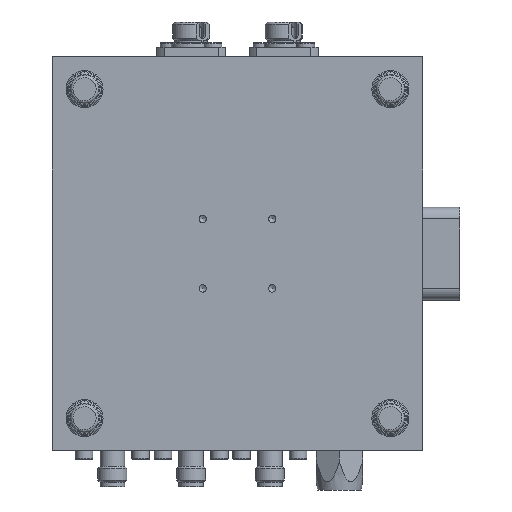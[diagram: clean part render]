
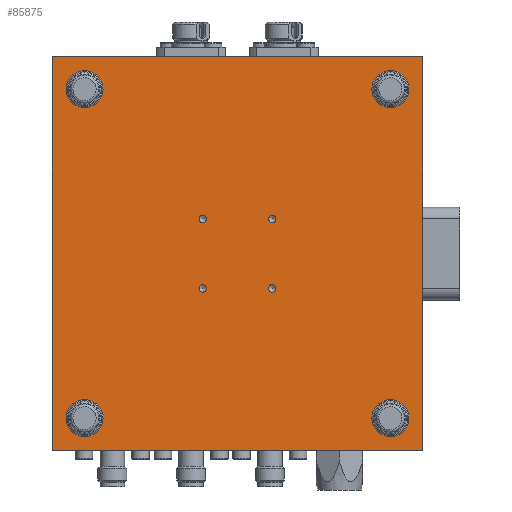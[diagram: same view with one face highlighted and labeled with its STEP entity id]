
A CAD part, front view. The second image highlights one B-rep face of the part: STEP entity #85875.
In plain terms, the highlighted planar face has unit normal (0, -1, 0).
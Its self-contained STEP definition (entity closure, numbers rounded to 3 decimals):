
#56 = DIRECTION ( 'NONE',  ( 0., 0., -1. ) ) ;
#1818 = VERTEX_POINT ( 'NONE', #64537 ) ;
#2749 = CARTESIAN_POINT ( 'NONE',  ( -36.035, -10.004, -37.795 ) ) ;
#3398 = EDGE_LOOP ( 'NONE', ( #8348 ) ) ;
#4225 = DIRECTION ( 'NONE',  ( 0., -1., 0. ) ) ;
#5264 = DIRECTION ( 'NONE',  ( 0., 0., 1. ) ) ;
#7320 = EDGE_CURVE ( 'NONE', #101611, #20309, #42988, .T. ) ;
#8272 = EDGE_CURVE ( 'NONE', #97459, #97459, #86285, .T. ) ;
#8348 = ORIENTED_EDGE ( 'NONE', *, *, #17754, .F. ) ;
#9167 = FACE_BOUND ( 'NONE', #99929, .T. ) ;
#9494 = AXIS2_PLACEMENT_3D ( 'NONE', #120197, #58412, #130626 ) ;
#10788 = AXIS2_PLACEMENT_3D ( 'NONE', #58852, #131045, #69177 ) ;
#12212 = CIRCLE ( 'NONE', #10788, 4. ) ;
#13094 = DIRECTION ( 'NONE',  ( -1., 0., 0. ) ) ;
#13183 = EDGE_CURVE ( 'NONE', #20309, #108843, #123606, .T. ) ;
#13929 = AXIS2_PLACEMENT_3D ( 'NONE', #35755, #107949, #46155 ) ;
#13936 = ORIENTED_EDGE ( 'NONE', *, *, #25014, .F. ) ;
#15478 = EDGE_LOOP ( 'NONE', ( #94496 ) ) ;
#17520 = CARTESIAN_POINT ( 'NONE',  ( 11.465, -10.004, -3.595 ) ) ;
#17754 = EDGE_CURVE ( 'NONE', #74808, #74808, #112213, .T. ) ;
#18088 = AXIS2_PLACEMENT_3D ( 'NONE', #29301, #101531, #39703 ) ;
#20309 = VERTEX_POINT ( 'NONE', #74464 ) ;
#21663 = CARTESIAN_POINT ( 'NONE',  ( -3.535, -10.004, -3.595 ) ) ;
#22557 = CIRCLE ( 'NONE', #59652, 0.8 ) ;
#23663 = LINE ( 'NONE', #2749, #127038 ) ;
#25014 = EDGE_CURVE ( 'NONE', #61940, #61940, #89442, .T. ) ;
#25098 = CARTESIAN_POINT ( 'NONE',  ( 36.965, -10.004, -30.795 ) ) ;
#25610 = VECTOR ( 'NONE', #50017, 1000. ) ;
#26316 = CIRCLE ( 'NONE', #13929, 0.8 ) ;
#29301 = CARTESIAN_POINT ( 'NONE',  ( 36.965, -10.004, 40.205 ) ) ;
#29727 = EDGE_CURVE ( 'NONE', #110295, #110295, #35473, .T. ) ;
#29757 = EDGE_CURVE ( 'NONE', #82868, #82868, #22557, .T. ) ;
#34333 = CARTESIAN_POINT ( 'NONE',  ( -36.035, -10.004, 47.205 ) ) ;
#35452 = DIRECTION ( 'NONE',  ( 0., 0., -1. ) ) ;
#35473 = CIRCLE ( 'NONE', #18088, 4. ) ;
#35755 = CARTESIAN_POINT ( 'NONE',  ( 11.465, -10.004, -2.795 ) ) ;
#36492 = FACE_BOUND ( 'NONE', #15478, .T. ) ;
#38952 = EDGE_LOOP ( 'NONE', ( #82067 ) ) ;
#39703 = DIRECTION ( 'NONE',  ( 0., 0., -1. ) ) ;
#39728 = EDGE_LOOP ( 'NONE', ( #102387 ) ) ;
#41974 = CARTESIAN_POINT ( 'NONE',  ( 36.965, -10.004, -34.795 ) ) ;
#42384 = EDGE_CURVE ( 'NONE', #1818, #1818, #113965, .T. ) ;
#42988 = LINE ( 'NONE', #76972, #94631 ) ;
#44697 = DIRECTION ( 'NONE',  ( 0., 0., 1. ) ) ;
#44719 = ORIENTED_EDGE ( 'NONE', *, *, #13183, .F. ) ;
#46155 = DIRECTION ( 'NONE',  ( 0., 0., -1. ) ) ;
#48386 = AXIS2_PLACEMENT_3D ( 'NONE', #65997, #4225, #76373 ) ;
#49889 = DIRECTION ( 'NONE',  ( 0., -1., 0. ) ) ;
#50017 = DIRECTION ( 'NONE',  ( 0., 0., -1. ) ) ;
#50135 = EDGE_CURVE ( 'NONE', #119580, #119580, #12212, .T. ) ;
#53100 = LINE ( 'NONE', #91135, #25610 ) ;
#53199 = EDGE_LOOP ( 'NONE', ( #106644, #131724, #55404, #44719 ) ) ;
#54763 = EDGE_LOOP ( 'NONE', ( #116505 ) ) ;
#55404 = ORIENTED_EDGE ( 'NONE', *, *, #65825, .F. ) ;
#58412 = DIRECTION ( 'NONE',  ( 0., -1., 0. ) ) ;
#58852 = CARTESIAN_POINT ( 'NONE',  ( -29.035, -10.004, 40.205 ) ) ;
#59652 = AXIS2_PLACEMENT_3D ( 'NONE', #123666, #61856, #56 ) ;
#60784 = FACE_OUTER_BOUND ( 'NONE', #53199, .T. ) ;
#61856 = DIRECTION ( 'NONE',  ( 0., -1., 0. ) ) ;
#61940 = VERTEX_POINT ( 'NONE', #41974 ) ;
#63996 = FACE_BOUND ( 'NONE', #54763, .T. ) ;
#64537 = CARTESIAN_POINT ( 'NONE',  ( 11.465, -10.004, 11.405 ) ) ;
#65825 = EDGE_CURVE ( 'NONE', #108843, #113369, #53100, .T. ) ;
#65997 = CARTESIAN_POINT ( 'NONE',  ( 11.465, -10.004, 12.205 ) ) ;
#66354 = CARTESIAN_POINT ( 'NONE',  ( -36.035, -10.004, -37.795 ) ) ;
#66687 = AXIS2_PLACEMENT_3D ( 'NONE', #111718, #49889, #122120 ) ;
#68980 = CARTESIAN_POINT ( 'NONE',  ( 43.965, -10.004, 47.205 ) ) ;
#69177 = DIRECTION ( 'NONE',  ( 0., 0., -1. ) ) ;
#72241 = CARTESIAN_POINT ( 'NONE',  ( -29.035, -10.004, -34.795 ) ) ;
#73987 = EDGE_LOOP ( 'NONE', ( #107493 ) ) ;
#74464 = CARTESIAN_POINT ( 'NONE',  ( -36.035, -10.004, 47.205 ) ) ;
#74808 = VERTEX_POINT ( 'NONE', #72241 ) ;
#76191 = EDGE_LOOP ( 'NONE', ( #13936 ) ) ;
#76373 = DIRECTION ( 'NONE',  ( 0., 0., -1. ) ) ;
#76972 = CARTESIAN_POINT ( 'NONE',  ( -36.035, -10.004, -37.795 ) ) ;
#81007 = CARTESIAN_POINT ( 'NONE',  ( -36.035, -10.004, 47.205 ) ) ;
#82067 = ORIENTED_EDGE ( 'NONE', *, *, #29757, .F. ) ;
#82868 = VERTEX_POINT ( 'NONE', #21663 ) ;
#83300 = ORIENTED_EDGE ( 'NONE', *, *, #42384, .F. ) ;
#83504 = CARTESIAN_POINT ( 'NONE',  ( 36.965, -10.004, 36.205 ) ) ;
#83548 = EDGE_CURVE ( 'NONE', #103279, #103279, #26316, .T. ) ;
#85875 = ADVANCED_FACE ( 'NONE', ( #118866, #91452, #128608, #63996, #36492, #9167, #115648, #88204, #60784 ), #116527, .F. ) ;
#86285 = CIRCLE ( 'NONE', #66687, 0.8 ) ;
#88204 = FACE_BOUND ( 'NONE', #38952, .T. ) ;
#89442 = CIRCLE ( 'NONE', #110761, 4. ) ;
#91135 = CARTESIAN_POINT ( 'NONE',  ( 43.965, -10.004, -37.795 ) ) ;
#91452 = FACE_BOUND ( 'NONE', #76191, .T. ) ;
#91682 = CARTESIAN_POINT ( 'NONE',  ( -3.535, -10.004, 11.405 ) ) ;
#94496 = ORIENTED_EDGE ( 'NONE', *, *, #8272, .F. ) ;
#94631 = VECTOR ( 'NONE', #5264, 1000. ) ;
#96078 = VECTOR ( 'NONE', #122567, 1000. ) ;
#97294 = DIRECTION ( 'NONE',  ( 0., -1., 0. ) ) ;
#97459 = VERTEX_POINT ( 'NONE', #91682 ) ;
#99929 = EDGE_LOOP ( 'NONE', ( #83300 ) ) ;
#101531 = DIRECTION ( 'NONE',  ( 0., -1., 0. ) ) ;
#101611 = VERTEX_POINT ( 'NONE', #66354 ) ;
#102387 = ORIENTED_EDGE ( 'NONE', *, *, #29727, .F. ) ;
#103279 = VERTEX_POINT ( 'NONE', #17520 ) ;
#106529 = DIRECTION ( 'NONE',  ( 0., 1., 0. ) ) ;
#106644 = ORIENTED_EDGE ( 'NONE', *, *, #7320, .F. ) ;
#107493 = ORIENTED_EDGE ( 'NONE', *, *, #83548, .F. ) ;
#107949 = DIRECTION ( 'NONE',  ( 0., -1., 0. ) ) ;
#108843 = VERTEX_POINT ( 'NONE', #68980 ) ;
#110295 = VERTEX_POINT ( 'NONE', #83504 ) ;
#110761 = AXIS2_PLACEMENT_3D ( 'NONE', #25098, #97294, #35452 ) ;
#111718 = CARTESIAN_POINT ( 'NONE',  ( -3.535, -10.004, 12.205 ) ) ;
#112213 = CIRCLE ( 'NONE', #9494, 4. ) ;
#113369 = VERTEX_POINT ( 'NONE', #121280 ) ;
#113965 = CIRCLE ( 'NONE', #48386, 0.8 ) ;
#115648 = FACE_BOUND ( 'NONE', #73987, .T. ) ;
#116505 = ORIENTED_EDGE ( 'NONE', *, *, #50135, .F. ) ;
#116527 = PLANE ( 'NONE',  #130190 ) ;
#118866 = FACE_BOUND ( 'NONE', #3398, .T. ) ;
#119580 = VERTEX_POINT ( 'NONE', #127233 ) ;
#120197 = CARTESIAN_POINT ( 'NONE',  ( -29.035, -10.004, -30.795 ) ) ;
#121280 = CARTESIAN_POINT ( 'NONE',  ( 43.965, -10.004, -37.795 ) ) ;
#122120 = DIRECTION ( 'NONE',  ( 0., 0., -1. ) ) ;
#122567 = DIRECTION ( 'NONE',  ( 1., 0., 0. ) ) ;
#123606 = LINE ( 'NONE', #81007, #96078 ) ;
#123666 = CARTESIAN_POINT ( 'NONE',  ( -3.535, -10.004, -2.795 ) ) ;
#127038 = VECTOR ( 'NONE', #13094, 1000. ) ;
#127233 = CARTESIAN_POINT ( 'NONE',  ( -29.035, -10.004, 36.205 ) ) ;
#127333 = EDGE_CURVE ( 'NONE', #113369, #101611, #23663, .T. ) ;
#128608 = FACE_BOUND ( 'NONE', #39728, .T. ) ;
#130190 = AXIS2_PLACEMENT_3D ( 'NONE', #34333, #106529, #44697 ) ;
#130626 = DIRECTION ( 'NONE',  ( 0., 0., -1. ) ) ;
#131045 = DIRECTION ( 'NONE',  ( 0., -1., 0. ) ) ;
#131724 = ORIENTED_EDGE ( 'NONE', *, *, #127333, .F. ) ;
